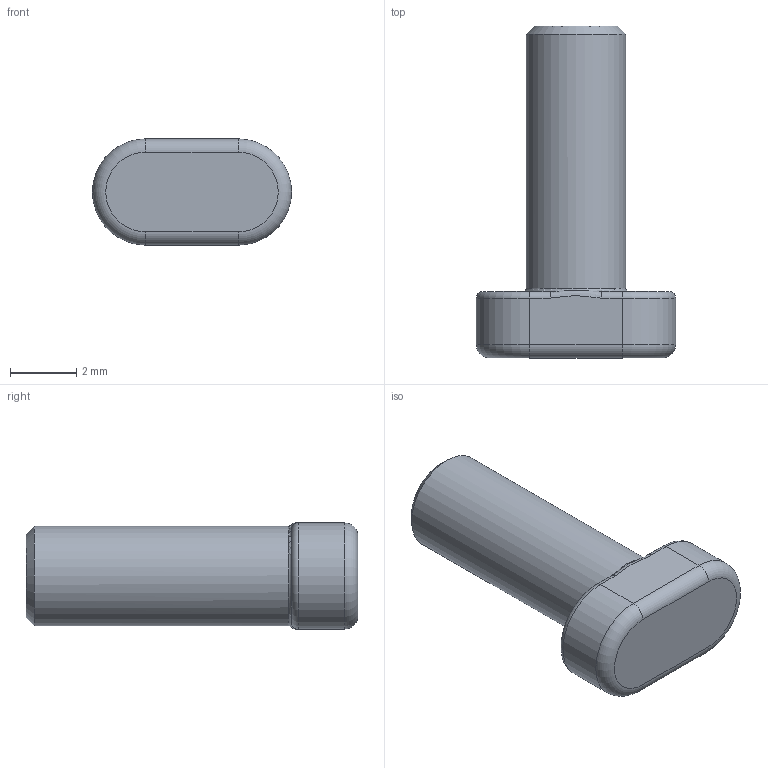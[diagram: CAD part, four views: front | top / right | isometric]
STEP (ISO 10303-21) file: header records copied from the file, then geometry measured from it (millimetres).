
FILE_DESCRIPTION(/* description */ (''),/* implementation_level */ '2;1');
FILE_NAME(/* name */ 'REV-41-1167.step',/* time_stamp */ '2017-04-10T12:13:37-05:00',/* author */ (''),/* organization */ (''),/* preprocessor_version */ 'ST-DEVELOPER v16.5',/* originating_system */ 'Autodesk Translation Framework v5.2.0.2920',/* authorisation */ '');
FILE_SCHEMA (('AUTOMOTIVE_DESIGN { 1 0 10303 214 3 1 1 }'));
Length unit declared in the file: millimetre
Products named in the file (1): REV-41-1167 v0
Bounding box: 6 x 10 x 3.2 mm (x, y, z)
Volume: 89.7 mm3; surface area: 134.8 mm2
Topology: 1 solids, 1 shells, 23 faces, 49 edges, 28 vertices
Faces by surface type: cylinder 9, plane 6, torus 5, bspline 2, cone 1
Full cylindrical faces by diameter (mm): 3 x1
Entity records: 734 total; most frequent: CARTESIAN_POINT 230, DIRECTION 110, ORIENTED_EDGE 90, AXIS2_PLACEMENT_3D 47, EDGE_CURVE 45, VERTEX_POINT 27, EDGE_LOOP 26, CIRCLE 25
